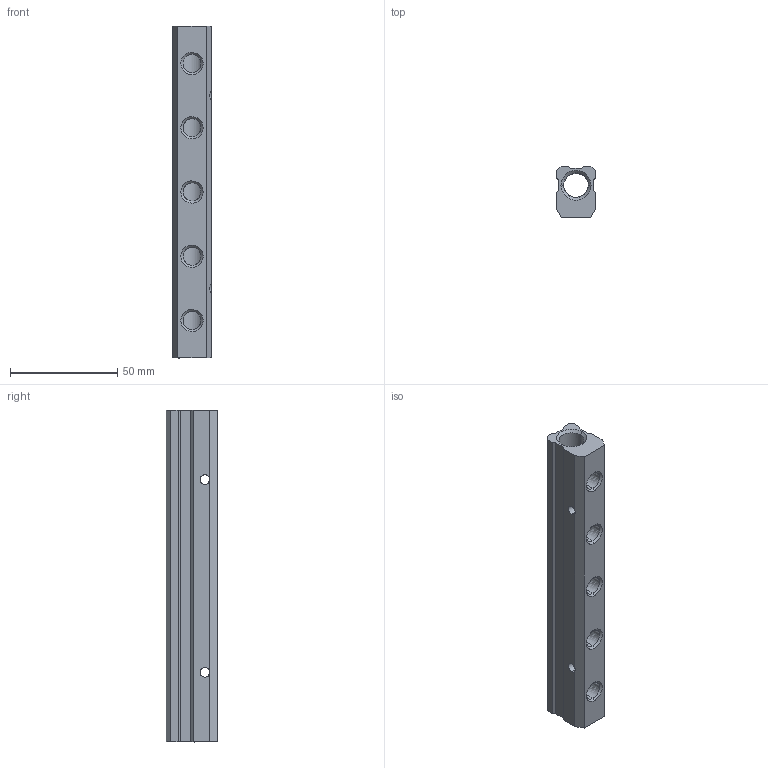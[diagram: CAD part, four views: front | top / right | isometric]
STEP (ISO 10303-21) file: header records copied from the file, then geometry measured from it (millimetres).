
FILE_DESCRIPTION (( 'STEP AP214' ), '1' );
FILE_NAME ('DRF.2F02.5F01.STEP', '2018-09-05T10:12:58', ( '' ), ( '' ), 'SwSTEP 2.0', 'SolidWorks 2018', '' );
FILE_SCHEMA (( 'AUTOMOTIVE_DESIGN' ));
Length unit declared in the file: millimetre
Products named in the file (1): DRF.2F02.5F01
Bounding box: 18 x 24 x 155 mm (x, y, z)
Volume: 42136 mm3; surface area: 19916.6 mm2
Topology: 1 solids, 1 shells, 62 faces, 168 edges, 106 vertices
Faces by surface type: bspline 62
Entity records: 3529 total; most frequent: CARTESIAN_POINT 2501, ORIENTED_EDGE 336, EDGE_CURVE 168, B_SPLINE_CURVE_WITH_KNOTS 139, VERTEX_POINT 106, EDGE_LOOP 76, ADVANCED_FACE 62, FACE_OUTER_BOUND 62
